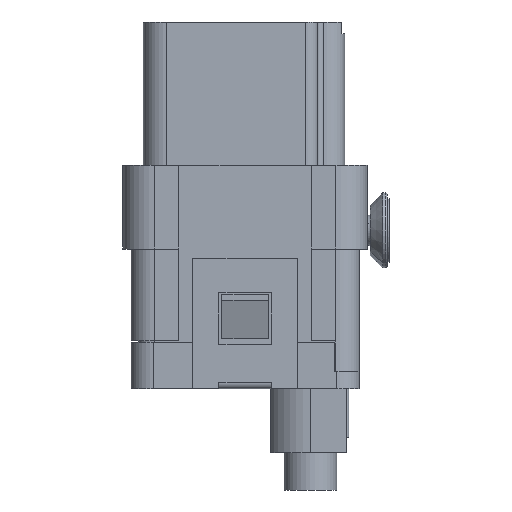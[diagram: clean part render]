
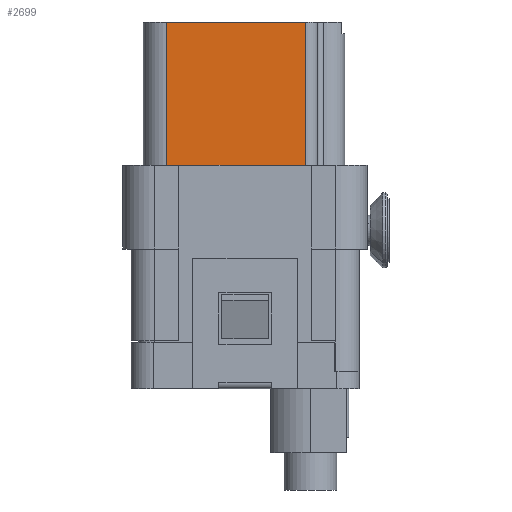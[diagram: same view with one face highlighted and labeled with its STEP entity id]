
A CAD part, left-side view. The second image highlights one B-rep face of the part: STEP entity #2699.
In plain terms, the highlighted planar face has unit normal (-1, 0, 0).
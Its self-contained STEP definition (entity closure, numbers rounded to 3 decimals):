
#2672=AXIS2_PLACEMENT_3D('Plane Axis2P3D',#2669,#2670,#2671) ;
#2643=CARTESIAN_POINT('Line Origine',(1.5,7.166,34.05)) ;
#2647=CARTESIAN_POINT('Vertex',(1.5,7.166,27.9)) ;
#2649=CARTESIAN_POINT('Vertex',(1.5,7.166,40.2)) ;
#2669=CARTESIAN_POINT('Axis2P3D Location',(1.5,7.166,27.9)) ;
#2674=CARTESIAN_POINT('Line Origine',(1.5,19.116,34.05)) ;
#2678=CARTESIAN_POINT('Vertex',(1.5,19.116,27.9)) ;
#2680=CARTESIAN_POINT('Vertex',(1.5,19.116,40.2)) ;
#2683=CARTESIAN_POINT('Line Origine',(1.5,13.141,27.9)) ;
#2688=CARTESIAN_POINT('Line Origine',(1.5,13.141,40.2)) ;
#2644=DIRECTION('Vector Direction',(0.,0.,1.)) ;
#2670=DIRECTION('Axis2P3D Direction',(1.,0.,0.)) ;
#2671=DIRECTION('Axis2P3D XDirection',(0.,1.,0.)) ;
#2675=DIRECTION('Vector Direction',(0.,0.,1.)) ;
#2684=DIRECTION('Vector Direction',(0.,1.,0.)) ;
#2689=DIRECTION('Vector Direction',(0.,1.,0.)) ;
#2645=VECTOR('Line Direction',#2644,1.) ;
#2676=VECTOR('Line Direction',#2675,1.) ;
#2685=VECTOR('Line Direction',#2684,1.) ;
#2690=VECTOR('Line Direction',#2689,1.) ;
#2694=ORIENTED_EDGE('',*,*,#2682,.F.) ;
#2695=ORIENTED_EDGE('',*,*,#2687,.T.) ;
#2696=ORIENTED_EDGE('',*,*,#2651,.T.) ;
#2697=ORIENTED_EDGE('',*,*,#2692,.F.) ;
#2699=ADVANCED_FACE('Hauptk\X2\00F6\X0\rper',(#2698),#2673,.F.) ;
#2651=EDGE_CURVE('',#2648,#2650,#2646,.T.) ;
#2682=EDGE_CURVE('',#2679,#2681,#2677,.T.) ;
#2687=EDGE_CURVE('',#2679,#2648,#2686,.F.) ;
#2692=EDGE_CURVE('',#2681,#2650,#2691,.F.) ;
#2693=EDGE_LOOP('',(#2694,#2695,#2696,#2697)) ;
#2698=FACE_OUTER_BOUND('',#2693,.T.) ;
#2646=LINE('Line',#2643,#2645) ;
#2677=LINE('Line',#2674,#2676) ;
#2686=LINE('Line',#2683,#2685) ;
#2691=LINE('Line',#2688,#2690) ;
#2673=PLANE('',#2672) ;
#2648=VERTEX_POINT('',#2647) ;
#2650=VERTEX_POINT('',#2649) ;
#2679=VERTEX_POINT('',#2678) ;
#2681=VERTEX_POINT('',#2680) ;
